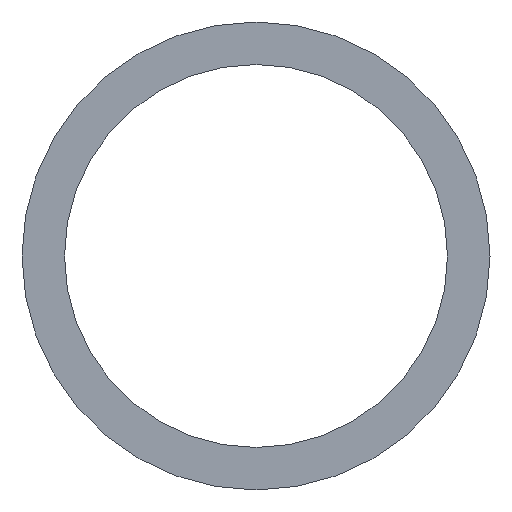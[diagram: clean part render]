
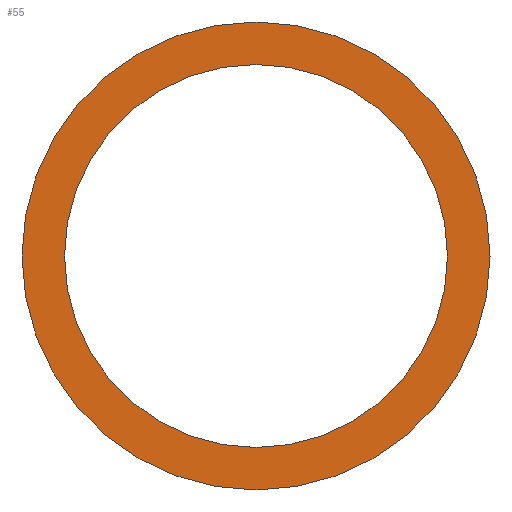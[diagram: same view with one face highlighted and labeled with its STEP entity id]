
A CAD part, left-side view. The second image highlights one B-rep face of the part: STEP entity #55.
In plain terms, the highlighted planar face has unit normal (-1, 0, 0).
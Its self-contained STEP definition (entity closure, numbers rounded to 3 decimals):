
#53 = VERTEX_POINT( '', #123 );
#55 = ADVANCED_FACE( '', ( #125, #126 ), #127, .F. );
#59 = EDGE_CURVE( '', #53, #61, #131, .T. );
#61 = VERTEX_POINT( '', #133 );
#75 = EDGE_CURVE( '', #77, #103, #148, .T. );
#77 = VERTEX_POINT( '', #150 );
#87 = EDGE_CURVE( '', #103, #77, #161, .T. );
#91 = EDGE_CURVE( '', #61, #53, #167, .T. );
#103 = VERTEX_POINT( '', #181 );
#123 = CARTESIAN_POINT( '', ( 0., 0., 250. ) );
#125 = FACE_OUTER_BOUND( '', #194, .T. );
#126 = FACE_BOUND( '', #195, .T. );
#127 = PLANE( '', #196 );
#131 = CIRCLE( '', #203, 250. );
#133 = CARTESIAN_POINT( '', ( 0., 0., -250. ) );
#148 = CIRCLE( '', #225, 204.6 );
#150 = CARTESIAN_POINT( '', ( 0., 0., 204.6 ) );
#161 = CIRCLE( '', #240, 204.6 );
#167 = CIRCLE( '', #247, 250. );
#181 = CARTESIAN_POINT( '', ( 0., 0., -204.6 ) );
#194 = EDGE_LOOP( '', ( #270, #271 ) );
#195 = EDGE_LOOP( '', ( #272, #273 ) );
#196 = AXIS2_PLACEMENT_3D( '', #274, #275, #276 );
#203 = AXIS2_PLACEMENT_3D( '', #278, #279, #280 );
#225 = AXIS2_PLACEMENT_3D( '', #296, #297, #298 );
#240 = AXIS2_PLACEMENT_3D( '', #309, #310, #311 );
#247 = AXIS2_PLACEMENT_3D( '', #320, #321, #322 );
#270 = ORIENTED_EDGE( '', *, *, #91, .F. );
#271 = ORIENTED_EDGE( '', *, *, #59, .F. );
#272 = ORIENTED_EDGE( '', *, *, #87, .T. );
#273 = ORIENTED_EDGE( '', *, *, #75, .T. );
#274 = CARTESIAN_POINT( '', ( 0., 0., 0. ) );
#275 = DIRECTION( '', ( 1., 0., 0. ) );
#276 = DIRECTION( '', ( 0., 0., -1. ) );
#278 = CARTESIAN_POINT( '', ( 0., 0., 0. ) );
#279 = DIRECTION( '', ( 1., 0., 0. ) );
#280 = DIRECTION( '', ( 0., 0., -1. ) );
#296 = CARTESIAN_POINT( '', ( 0., 0., 0. ) );
#297 = DIRECTION( '', ( 1., 0., 0. ) );
#298 = DIRECTION( '', ( 0., 0., -1. ) );
#309 = CARTESIAN_POINT( '', ( 0., 0., 0. ) );
#310 = DIRECTION( '', ( 1., 0., 0. ) );
#311 = DIRECTION( '', ( 0., 0., -1. ) );
#320 = CARTESIAN_POINT( '', ( 0., 0., 0. ) );
#321 = DIRECTION( '', ( 1., 0., 0. ) );
#322 = DIRECTION( '', ( 0., 0., -1. ) );
